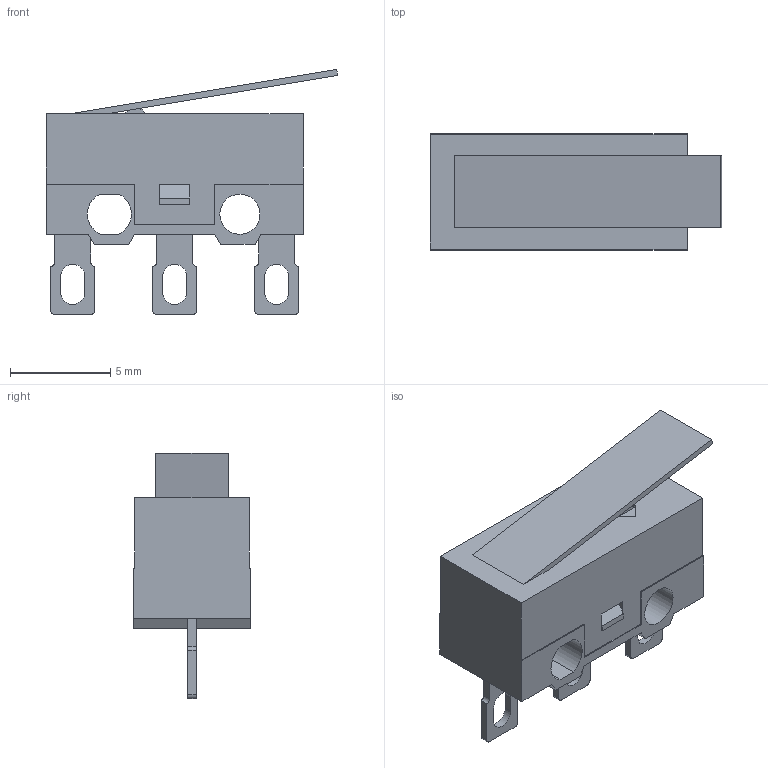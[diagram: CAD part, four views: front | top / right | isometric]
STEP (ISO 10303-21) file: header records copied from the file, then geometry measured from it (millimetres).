
FILE_DESCRIPTION((' '),'2;1');
FILE_NAME('SS075xx01FxxxS1A.stp','2017-07-21T12:55:00',(' '),(' '),' ','ACIS',' ');
FILE_SCHEMA(('CONFIG_CONTROL_DESIGN'));
Length unit declared in the file: inch
Products named in the file (1): SS075xx01FxxxS1A.stp
Bounding box: 14.53 x 5.8 x 12.21 mm (x, y, z)
Volume: 265.1 mm3; surface area: 830.6 mm2
Topology: 1 solids, 1 shells, 189 faces, 506 edges, 332 vertices
Faces by surface type: plane 152, cylinder 37
Full cylindrical faces by diameter (mm): 2 x1
Entity records: 5958 total; most frequent: CARTESIAN_POINT 1027, ORIENTED_EDGE 1010, DIRECTION 963, EDGE_CURVE 505, VECTOR 427, LINE 427, VERTEX_POINT 332, AXIS2_PLACEMENT_3D 268
